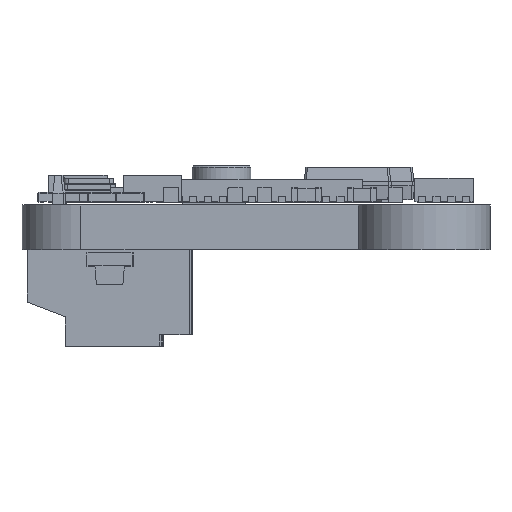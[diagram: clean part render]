
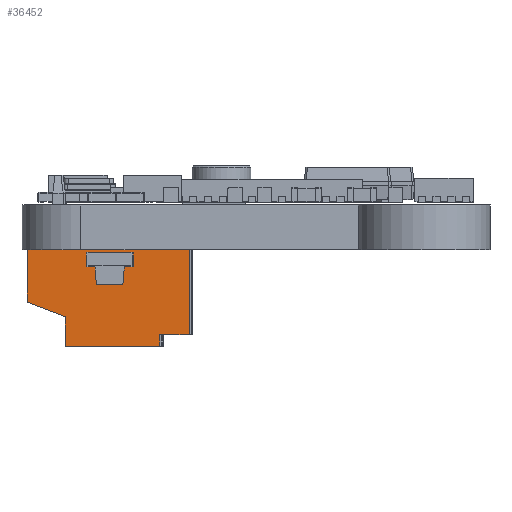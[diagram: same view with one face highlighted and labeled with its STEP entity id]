
A CAD part, front view. The second image highlights one B-rep face of the part: STEP entity #36452.
In plain terms, the highlighted face is planar.
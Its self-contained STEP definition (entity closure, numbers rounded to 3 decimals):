
#35413 = VERTEX_POINT('',#35414);
#35414 = CARTESIAN_POINT('',(2.125,5.2,3.2));
#35420 = EDGE_CURVE('',#35421,#35413,#35423,.T.);
#35421 = VERTEX_POINT('',#35422);
#35422 = CARTESIAN_POINT('',(2.125,5.2,2.2));
#35423 = LINE('',#35424,#35425);
#35424 = CARTESIAN_POINT('',(2.125,5.2,2.2));
#35425 = VECTOR('',#35426,1.);
#35426 = DIRECTION('',(0.,0.,1.));
#35908 = VERTEX_POINT('',#35909);
#35909 = CARTESIAN_POINT('',(2.125,2.,2.8));
#35915 = EDGE_CURVE('',#35916,#35908,#35918,.T.);
#35916 = VERTEX_POINT('',#35917);
#35917 = CARTESIAN_POINT('',(2.125,2.,3.2));
#35918 = LINE('',#35919,#35920);
#35919 = CARTESIAN_POINT('',(2.125,2.,3.2));
#35920 = VECTOR('',#35921,1.);
#35921 = DIRECTION('',(0.,0.,-1.));
#35962 = EDGE_CURVE('',#35413,#35916,#35963,.T.);
#35963 = LINE('',#35964,#35965);
#35964 = CARTESIAN_POINT('',(2.125,5.2,3.2));
#35965 = VECTOR('',#35966,1.);
#35966 = DIRECTION('',(0.,-1.,0.));
#36148 = VERTEX_POINT('',#36149);
#36149 = CARTESIAN_POINT('',(2.125,1.,2.8));
#36244 = VERTEX_POINT('',#36245);
#36245 = CARTESIAN_POINT('',(2.125,1.,-0.3));
#36251 = EDGE_CURVE('',#36148,#36244,#36252,.T.);
#36252 = LINE('',#36253,#36254);
#36253 = CARTESIAN_POINT('',(2.125,1.,2.8));
#36254 = VECTOR('',#36255,1.);
#36255 = DIRECTION('',(0.,0.,-1.));
#36314 = VERTEX_POINT('',#36315);
#36315 = CARTESIAN_POINT('',(2.125,6.5,-0.3));
#36321 = EDGE_CURVE('',#36244,#36314,#36322,.T.);
#36322 = LINE('',#36323,#36324);
#36323 = CARTESIAN_POINT('',(2.125,1.,-0.3));
#36324 = VECTOR('',#36325,1.);
#36325 = DIRECTION('',(0.,1.,0.));
#36345 = VERTEX_POINT('',#36346);
#36346 = CARTESIAN_POINT('',(2.125,6.5,1.7));
#36352 = EDGE_CURVE('',#36314,#36345,#36353,.T.);
#36353 = LINE('',#36354,#36355);
#36354 = CARTESIAN_POINT('',(2.125,6.5,-0.3));
#36355 = VECTOR('',#36356,1.);
#36356 = DIRECTION('',(0.,0.,1.));
#36374 = EDGE_CURVE('',#36345,#35421,#36375,.T.);
#36375 = LINE('',#36376,#36377);
#36376 = CARTESIAN_POINT('',(2.125,6.5,1.7));
#36377 = VECTOR('',#36378,1.);
#36378 = DIRECTION('',(0.,-0.933,0.359));
#36441 = EDGE_CURVE('',#35908,#36148,#36442,.T.);
#36442 = LINE('',#36443,#36444);
#36443 = CARTESIAN_POINT('',(2.125,2.,2.8));
#36444 = VECTOR('',#36445,1.);
#36445 = DIRECTION('',(0.,-1.,0.));
#36452 = ADVANCED_FACE('',(#36453),#36463,.T.);
#36453 = FACE_BOUND('',#36454,.T.);
#36454 = EDGE_LOOP('',(#36455,#36456,#36457,#36458,#36459,#36460,#36461,
    #36462));
#36455 = ORIENTED_EDGE('',*,*,#36251,.T.);
#36456 = ORIENTED_EDGE('',*,*,#36321,.T.);
#36457 = ORIENTED_EDGE('',*,*,#36352,.T.);
#36458 = ORIENTED_EDGE('',*,*,#36374,.T.);
#36459 = ORIENTED_EDGE('',*,*,#35420,.T.);
#36460 = ORIENTED_EDGE('',*,*,#35962,.T.);
#36461 = ORIENTED_EDGE('',*,*,#35915,.T.);
#36462 = ORIENTED_EDGE('',*,*,#36441,.T.);
#36463 = PLANE('',#36464);
#36464 = AXIS2_PLACEMENT_3D('',#36465,#36466,#36467);
#36465 = CARTESIAN_POINT('',(2.125,0.,0.));
#36466 = DIRECTION('',(1.,0.,0.));
#36467 = DIRECTION('',(0.,0.,-1.));
